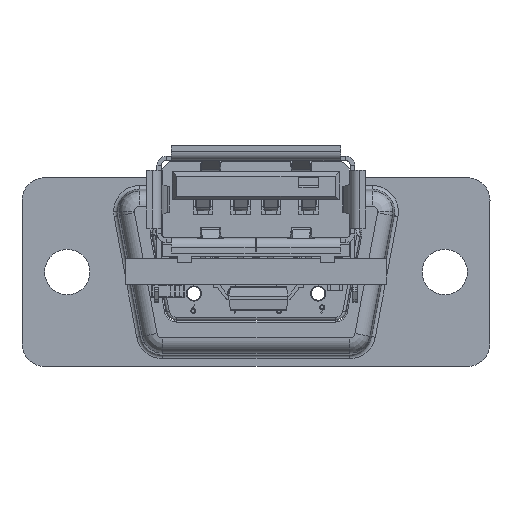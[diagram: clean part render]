
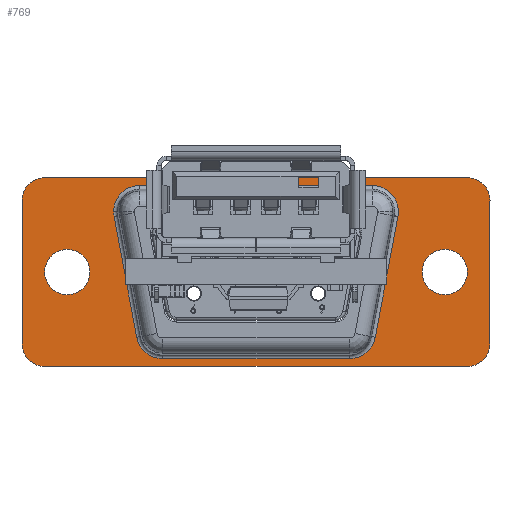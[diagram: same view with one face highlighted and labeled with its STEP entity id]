
A CAD part, left-side view. The second image highlights one B-rep face of the part: STEP entity #769.
In plain terms, the highlighted planar face has unit normal (-1, 0, 0).
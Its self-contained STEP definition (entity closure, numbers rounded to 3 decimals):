
#396 = VERTEX_POINT('',#397);
#397 = CARTESIAN_POINT('',(19.475,16.354,
    4.848));
#416 = VERTEX_POINT('',#417);
#417 = CARTESIAN_POINT('',(19.475,18.091,3.111
    ));
#424 = EDGE_CURVE('',#416,#396,#425,.T.);
#425 = CIRCLE('',#426,1.737);
#426 = AXIS2_PLACEMENT_3D('',#427,#428,#429);
#427 = CARTESIAN_POINT('',(19.475,16.354,
    3.111));
#428 = DIRECTION('',(1.,0.,-0.));
#429 = DIRECTION('',(0.,1.,0.));
#690 = VERTEX_POINT('',#691);
#691 = CARTESIAN_POINT('',(19.475,22.661,
    -0.889));
#709 = VERTEX_POINT('',#710);
#710 = CARTESIAN_POINT('',(19.475,19.661,
    -0.889));
#716 = EDGE_CURVE('',#709,#690,#717,.T.);
#717 = CIRCLE('',#718,1.5);
#718 = AXIS2_PLACEMENT_3D('',#719,#720,#721);
#719 = CARTESIAN_POINT('',(19.475,21.161,
    -0.889));
#720 = DIRECTION('',(1.,0.,-0.));
#721 = DIRECTION('',(0.,1.,0.));
#732 = VERTEX_POINT('',#733);
#733 = CARTESIAN_POINT('',(19.475,-2.339,
    -0.889));
#751 = VERTEX_POINT('',#752);
#752 = CARTESIAN_POINT('',(19.475,-5.339,
    -0.889));
#758 = EDGE_CURVE('',#751,#732,#759,.T.);
#759 = CIRCLE('',#760,1.5);
#760 = AXIS2_PLACEMENT_3D('',#761,#762,#763);
#761 = CARTESIAN_POINT('',(19.475,-3.839,
    -0.889));
#762 = DIRECTION('',(1.,0.,-0.));
#763 = DIRECTION('',(0.,1.,0.));
#769 = ADVANCED_FACE('',(#770,#839,#909,#919),#929,.F.);
#770 = FACE_BOUND('',#771,.T.);
#771 = EDGE_LOOP('',(#772,#780,#789,#797,#806,#814,#823,#831,#838));
#772 = ORIENTED_EDGE('',*,*,#773,.T.);
#773 = EDGE_CURVE('',#396,#774,#776,.T.);
#774 = VERTEX_POINT('',#775);
#775 = CARTESIAN_POINT('',(19.475,0.969,4.848
    ));
#776 = LINE('',#777,#778);
#777 = CARTESIAN_POINT('',(19.475,0.969,4.848
    ));
#778 = VECTOR('',#779,1.);
#779 = DIRECTION('',(0.,-1.,0.));
#780 = ORIENTED_EDGE('',*,*,#781,.T.);
#781 = EDGE_CURVE('',#774,#782,#784,.T.);
#782 = VERTEX_POINT('',#783);
#783 = CARTESIAN_POINT('',(19.475,-0.739,
    2.791));
#784 = CIRCLE('',#785,1.737);
#785 = AXIS2_PLACEMENT_3D('',#786,#787,#788);
#786 = CARTESIAN_POINT('',(19.475,0.969,3.111
    ));
#787 = DIRECTION('',(1.,0.,-0.));
#788 = DIRECTION('',(0.,1.,0.));
#789 = ORIENTED_EDGE('',*,*,#790,.T.);
#790 = EDGE_CURVE('',#782,#791,#793,.T.);
#791 = VERTEX_POINT('',#792);
#792 = CARTESIAN_POINT('',(19.475,0.761,
    -5.209));
#793 = LINE('',#794,#795);
#794 = CARTESIAN_POINT('',(19.475,0.761,
    -5.209));
#795 = VECTOR('',#796,1.);
#796 = DIRECTION('',(0.,0.184,-0.983));
#797 = ORIENTED_EDGE('',*,*,#798,.T.);
#798 = EDGE_CURVE('',#791,#799,#801,.T.);
#799 = VERTEX_POINT('',#800);
#800 = CARTESIAN_POINT('',(19.475,2.469,-6.626
    ));
#801 = CIRCLE('',#802,1.737);
#802 = AXIS2_PLACEMENT_3D('',#803,#804,#805);
#803 = CARTESIAN_POINT('',(19.475,2.469,-4.889
    ));
#804 = DIRECTION('',(1.,0.,-0.));
#805 = DIRECTION('',(0.,1.,0.));
#806 = ORIENTED_EDGE('',*,*,#807,.T.);
#807 = EDGE_CURVE('',#799,#808,#810,.T.);
#808 = VERTEX_POINT('',#809);
#809 = CARTESIAN_POINT('',(19.475,14.854,
    -6.626));
#810 = LINE('',#811,#812);
#811 = CARTESIAN_POINT('',(19.475,14.854,
    -6.626));
#812 = VECTOR('',#813,1.);
#813 = DIRECTION('',(0.,1.,0.));
#814 = ORIENTED_EDGE('',*,*,#815,.T.);
#815 = EDGE_CURVE('',#808,#816,#818,.T.);
#816 = VERTEX_POINT('',#817);
#817 = CARTESIAN_POINT('',(19.475,16.561,
    -5.209));
#818 = CIRCLE('',#819,1.737);
#819 = AXIS2_PLACEMENT_3D('',#820,#821,#822);
#820 = CARTESIAN_POINT('',(19.475,14.854,
    -4.889));
#821 = DIRECTION('',(1.,0.,-0.));
#822 = DIRECTION('',(0.,1.,0.));
#823 = ORIENTED_EDGE('',*,*,#824,.T.);
#824 = EDGE_CURVE('',#816,#825,#827,.T.);
#825 = VERTEX_POINT('',#826);
#826 = CARTESIAN_POINT('',(19.475,18.061,2.791
    ));
#827 = LINE('',#828,#829);
#828 = CARTESIAN_POINT('',(19.475,18.061,2.791
    ));
#829 = VECTOR('',#830,1.);
#830 = DIRECTION('',(0.,0.184,0.983));
#831 = ORIENTED_EDGE('',*,*,#832,.T.);
#832 = EDGE_CURVE('',#825,#416,#833,.T.);
#833 = CIRCLE('',#834,1.737);
#834 = AXIS2_PLACEMENT_3D('',#835,#836,#837);
#835 = CARTESIAN_POINT('',(19.475,16.354,
    3.111));
#836 = DIRECTION('',(1.,0.,-0.));
#837 = DIRECTION('',(0.,1.,0.));
#838 = ORIENTED_EDGE('',*,*,#424,.T.);
#839 = FACE_BOUND('',#840,.T.);
#840 = EDGE_LOOP('',(#841,#852,#860,#869,#877,#886,#894,#903));
#841 = ORIENTED_EDGE('',*,*,#842,.F.);
#842 = EDGE_CURVE('',#843,#845,#847,.T.);
#843 = VERTEX_POINT('',#844);
#844 = CARTESIAN_POINT('',(19.475,24.161,
    3.861));
#845 = VERTEX_POINT('',#846);
#846 = CARTESIAN_POINT('',(19.475,22.661,
    5.361));
#847 = CIRCLE('',#848,1.5);
#848 = AXIS2_PLACEMENT_3D('',#849,#850,#851);
#849 = CARTESIAN_POINT('',(19.475,22.661,
    3.861));
#850 = DIRECTION('',(1.,0.,-0.));
#851 = DIRECTION('',(0.,1.,0.));
#852 = ORIENTED_EDGE('',*,*,#853,.F.);
#853 = EDGE_CURVE('',#854,#843,#856,.T.);
#854 = VERTEX_POINT('',#855);
#855 = CARTESIAN_POINT('',(19.475,24.161,
    -5.639));
#856 = LINE('',#857,#858);
#857 = CARTESIAN_POINT('',(19.475,24.161,
    3.861));
#858 = VECTOR('',#859,1.);
#859 = DIRECTION('',(0.,0.,1.));
#860 = ORIENTED_EDGE('',*,*,#861,.F.);
#861 = EDGE_CURVE('',#862,#854,#864,.T.);
#862 = VERTEX_POINT('',#863);
#863 = CARTESIAN_POINT('',(19.475,22.661,
    -7.139));
#864 = CIRCLE('',#865,1.5);
#865 = AXIS2_PLACEMENT_3D('',#866,#867,#868);
#866 = CARTESIAN_POINT('',(19.475,22.661,
    -5.639));
#867 = DIRECTION('',(1.,0.,-0.));
#868 = DIRECTION('',(0.,1.,0.));
#869 = ORIENTED_EDGE('',*,*,#870,.F.);
#870 = EDGE_CURVE('',#871,#862,#873,.T.);
#871 = VERTEX_POINT('',#872);
#872 = CARTESIAN_POINT('',(19.475,-5.339,
    -7.139));
#873 = LINE('',#874,#875);
#874 = CARTESIAN_POINT('',(19.475,-5.339,
    -7.139));
#875 = VECTOR('',#876,1.);
#876 = DIRECTION('',(0.,1.,0.));
#877 = ORIENTED_EDGE('',*,*,#878,.F.);
#878 = EDGE_CURVE('',#879,#871,#881,.T.);
#879 = VERTEX_POINT('',#880);
#880 = CARTESIAN_POINT('',(19.475,-6.839,
    -5.639));
#881 = CIRCLE('',#882,1.5);
#882 = AXIS2_PLACEMENT_3D('',#883,#884,#885);
#883 = CARTESIAN_POINT('',(19.475,-5.339,
    -5.639));
#884 = DIRECTION('',(1.,0.,-0.));
#885 = DIRECTION('',(0.,1.,0.));
#886 = ORIENTED_EDGE('',*,*,#887,.F.);
#887 = EDGE_CURVE('',#888,#879,#890,.T.);
#888 = VERTEX_POINT('',#889);
#889 = CARTESIAN_POINT('',(19.475,-6.839,
    3.861));
#890 = LINE('',#891,#892);
#891 = CARTESIAN_POINT('',(19.475,-6.839,
    3.861));
#892 = VECTOR('',#893,1.);
#893 = DIRECTION('',(0.,0.,-1.));
#894 = ORIENTED_EDGE('',*,*,#895,.F.);
#895 = EDGE_CURVE('',#896,#888,#898,.T.);
#896 = VERTEX_POINT('',#897);
#897 = CARTESIAN_POINT('',(19.475,-5.339,
    5.361));
#898 = CIRCLE('',#899,1.5);
#899 = AXIS2_PLACEMENT_3D('',#900,#901,#902);
#900 = CARTESIAN_POINT('',(19.475,-5.339,
    3.861));
#901 = DIRECTION('',(1.,0.,-0.));
#902 = DIRECTION('',(0.,1.,0.));
#903 = ORIENTED_EDGE('',*,*,#904,.F.);
#904 = EDGE_CURVE('',#845,#896,#905,.T.);
#905 = LINE('',#906,#907);
#906 = CARTESIAN_POINT('',(19.475,-5.339,
    5.361));
#907 = VECTOR('',#908,1.);
#908 = DIRECTION('',(0.,-1.,0.));
#909 = FACE_BOUND('',#910,.T.);
#910 = EDGE_LOOP('',(#911,#918));
#911 = ORIENTED_EDGE('',*,*,#912,.T.);
#912 = EDGE_CURVE('',#732,#751,#913,.T.);
#913 = CIRCLE('',#914,1.5);
#914 = AXIS2_PLACEMENT_3D('',#915,#916,#917);
#915 = CARTESIAN_POINT('',(19.475,-3.839,
    -0.889));
#916 = DIRECTION('',(1.,0.,-0.));
#917 = DIRECTION('',(0.,1.,0.));
#918 = ORIENTED_EDGE('',*,*,#758,.T.);
#919 = FACE_BOUND('',#920,.T.);
#920 = EDGE_LOOP('',(#921,#928));
#921 = ORIENTED_EDGE('',*,*,#922,.T.);
#922 = EDGE_CURVE('',#690,#709,#923,.T.);
#923 = CIRCLE('',#924,1.5);
#924 = AXIS2_PLACEMENT_3D('',#925,#926,#927);
#925 = CARTESIAN_POINT('',(19.475,21.161,
    -0.889));
#926 = DIRECTION('',(1.,0.,-0.));
#927 = DIRECTION('',(0.,1.,0.));
#928 = ORIENTED_EDGE('',*,*,#716,.T.);
#929 = PLANE('',#930);
#930 = AXIS2_PLACEMENT_3D('',#931,#932,#933);
#931 = CARTESIAN_POINT('',(19.475,22.661,
    3.861));
#932 = DIRECTION('',(1.,0.,0.));
#933 = DIRECTION('',(0.,1.,0.));
